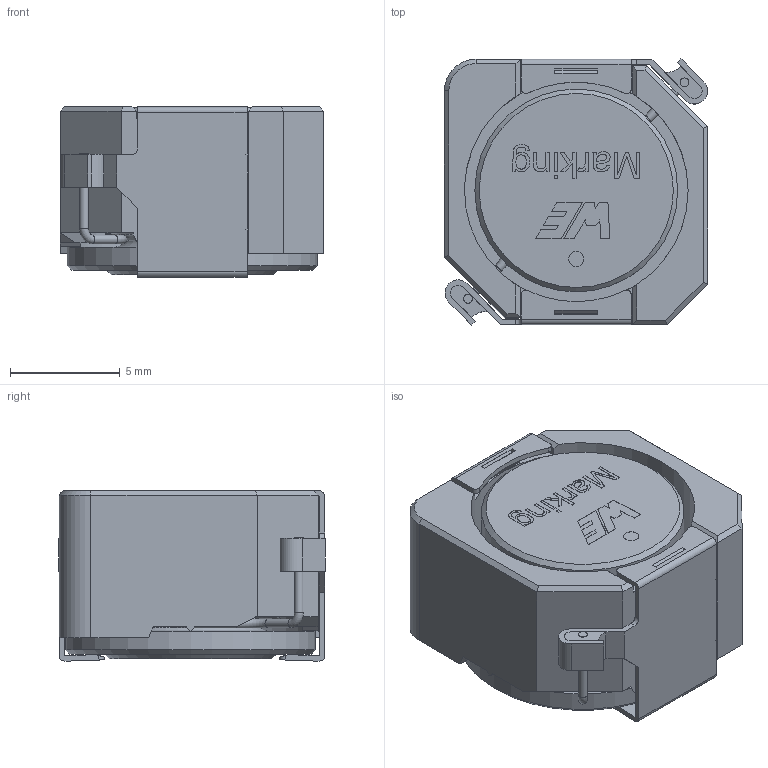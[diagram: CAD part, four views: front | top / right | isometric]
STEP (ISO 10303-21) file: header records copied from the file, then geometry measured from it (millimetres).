
FILE_DESCRIPTION(/* description */ ('Unknown'),/* implementation_level */ '2;1');
FILE_NAME(/* name */ '7447707xxx_Rev1.0',/* time_stamp */ '2020-02-28T11:27:09+01:00',/* author */ ('Unknown'),/* organization */ ('Unknown'),/* preprocessor_version */ 'ST-DEVELOPER v16.7',/* originating_system */ 'DEX',/* authorisation */ $);
FILE_SCHEMA (('AUTOMOTIVE_DESIGN {1 0 10303 214 3 1 1}'));
Length unit declared in the file: millimetre
Products named in the file (7): 7447707xxx_Rev1.0; Ring_Rev1.0; Core_Rev1.0; Clip_Rev1.0; Coil_Rev1.0; Solder_Rev1.0; Solder_Rev1.0_Mirror
Assembly tree (7 placements, depth 2):
  7447707xxx_Rev1.0
    Ring_Rev1.0
    Core_Rev1.0
    Clip_Rev1.0  x2
    Coil_Rev1.0
    Solder_Rev1.0
    Solder_Rev1.0_Mirror
Bounding box: 12 x 12.14 x 7.77 mm (x, y, z)
Volume: 745.2 mm3; surface area: 1935.5 mm2
Topology: 8 solids, 8 shells, 311 faces, 810 edges, 530 vertices
Faces by surface type: plane 238, cylinder 42, bspline 20, torus 7, cone 4
Full cylindrical faces by diameter (mm): 0.4 x6, 0.7 x1, 6.1 x1, 9.25 x1, 10.2 x1, 11.4 x1
Entity records: 11451 total; most frequent: CARTESIAN_POINT 4268, ORIENTED_EDGE 1298, DIRECTION 1125, EDGE_CURVE 649, VERTEX_POINT 438, LINE 421, VECTOR 421, AXIS2_PLACEMENT_3D 352
